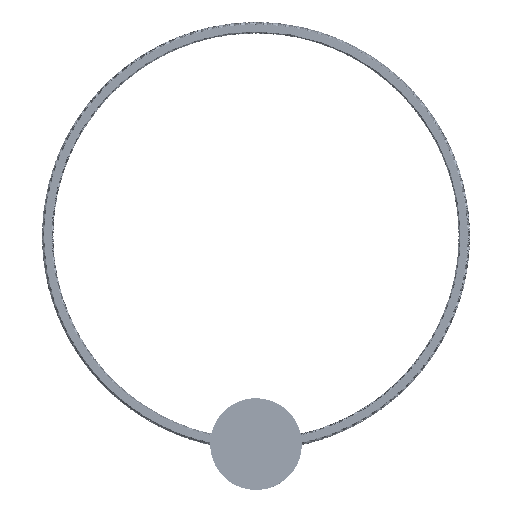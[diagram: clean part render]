
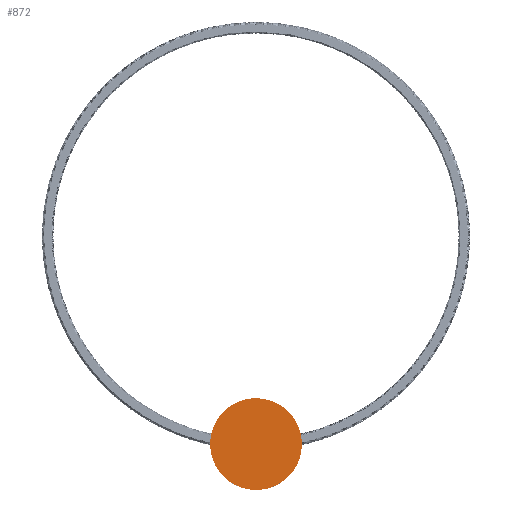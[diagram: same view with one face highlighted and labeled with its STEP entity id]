
A CAD part, top view. The second image highlights one B-rep face of the part: STEP entity #872.
In plain terms, the highlighted planar face has unit normal (0, 0, 1).
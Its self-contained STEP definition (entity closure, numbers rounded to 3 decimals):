
#872=ADVANCED_FACE('',(#1651),#12530,.T.);
#1651=FACE_OUTER_BOUND('',#2445,.T.);
#2445=EDGE_LOOP('',(#3436,#3437));
#3436=ORIENTED_EDGE('',*,*,#7262,.T.);
#3437=ORIENTED_EDGE('',*,*,#7274,.T.);
#7262=EDGE_CURVE('',#11174,#11182,#10722,.T.);
#7274=EDGE_CURVE('',#11182,#11174,#10730,.T.);
#10722=(
BOUNDED_CURVE()
B_SPLINE_CURVE(2,(#14216,#14217,#14218,#14219,#14220),.UNSPECIFIED.,.F.,
 .F.)
B_SPLINE_CURVE_WITH_KNOTS((3,2,3),(0.,185.236,370.472),
 .UNSPECIFIED.)
CURVE()
GEOMETRIC_REPRESENTATION_ITEM()
RATIONAL_B_SPLINE_CURVE((1.,0.707,1.,0.707,1.))
REPRESENTATION_ITEM('')
);
#10730=(
BOUNDED_CURVE()
B_SPLINE_CURVE(2,(#14287,#14288,#14289,#14290,#14291),.UNSPECIFIED.,.F.,
 .F.)
B_SPLINE_CURVE_WITH_KNOTS((3,2,3),(370.472,555.707,740.943),
 .UNSPECIFIED.)
CURVE()
GEOMETRIC_REPRESENTATION_ITEM()
RATIONAL_B_SPLINE_CURVE((1.,0.707,1.,0.707,1.))
REPRESENTATION_ITEM('')
);
#11174=VERTEX_POINT('',#14196);
#11182=VERTEX_POINT('',#14204);
#12530=PLANE('',#12800);
#12800=AXIS2_PLACEMENT_3D('',#14088,#12954,$);
#12954=DIRECTION('',(0.,0.,1.));
#14088=CARTESIAN_POINT('',(-682.166,-682.166,212.35));
#14196=CARTESIAN_POINT('',(-475.798,-432.634,212.35));
#14204=CARTESIAN_POINT('',(-593.722,-636.886,212.35));
#14216=CARTESIAN_POINT('',(-475.798,-432.634,212.35));
#14217=CARTESIAN_POINT('',(-577.923,-373.672,212.35));
#14218=CARTESIAN_POINT('',(-636.886,-475.798,212.35));
#14219=CARTESIAN_POINT('',(-695.848,-577.923,212.35));
#14220=CARTESIAN_POINT('',(-593.722,-636.886,212.35));
#14287=CARTESIAN_POINT('',(-593.722,-636.886,212.35));
#14288=CARTESIAN_POINT('',(-491.597,-695.848,212.35));
#14289=CARTESIAN_POINT('',(-432.634,-593.722,212.35));
#14290=CARTESIAN_POINT('',(-373.672,-491.597,212.35));
#14291=CARTESIAN_POINT('',(-475.798,-432.634,212.35));
